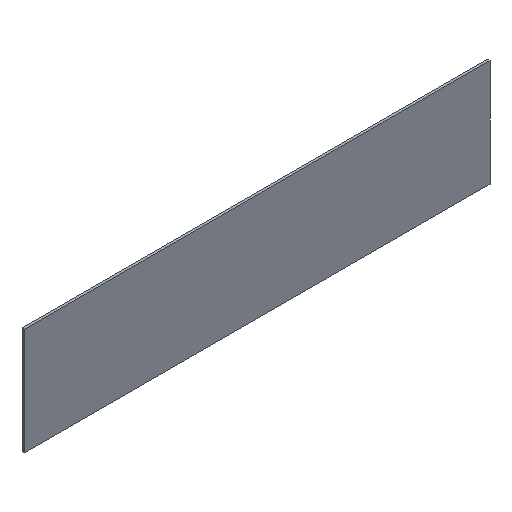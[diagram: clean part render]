
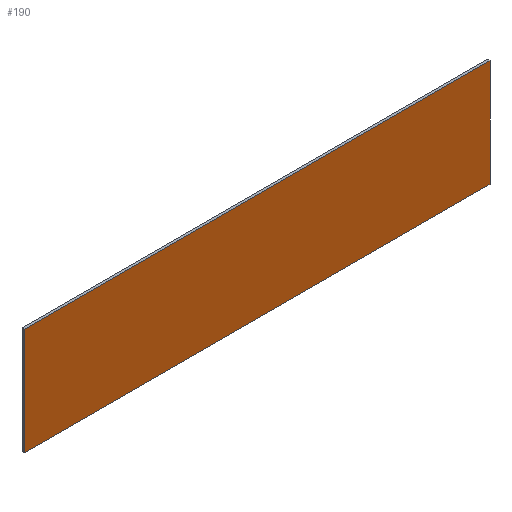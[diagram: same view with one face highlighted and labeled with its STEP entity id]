
A CAD part, isometric view. The second image highlights one B-rep face of the part: STEP entity #190.
In plain terms, the highlighted planar face has unit normal (0, -1, 0).
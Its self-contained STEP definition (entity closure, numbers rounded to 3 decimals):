
#16 = DIRECTION ( 'NONE',  ( 0., 0., -1. ) ) ;
#25 = VERTEX_POINT ( 'NONE', #145 ) ;
#28 = CARTESIAN_POINT ( 'NONE',  ( 1000., 0., 230. ) ) ;
#29 = LINE ( 'NONE', #28, #39 ) ;
#30 = CARTESIAN_POINT ( 'NONE',  ( 0., 0., 0. ) ) ;
#37 = LINE ( 'NONE', #56, #158 ) ;
#39 = VECTOR ( 'NONE', #75, 1000. ) ;
#41 = DIRECTION ( 'NONE',  ( 0., -1., 0. ) ) ;
#42 = CARTESIAN_POINT ( 'NONE',  ( 1000., 0., 230. ) ) ;
#56 = CARTESIAN_POINT ( 'NONE',  ( -1000., 0., 230. ) ) ;
#63 = VERTEX_POINT ( 'NONE', #177 ) ;
#70 = ORIENTED_EDGE ( 'NONE', *, *, #184, .F. ) ;
#75 = DIRECTION ( 'NONE',  ( 0., 0., -1. ) ) ;
#76 = VECTOR ( 'NONE', #151, 1000. ) ;
#77 = EDGE_CURVE ( 'NONE', #63, #25, #37, .T. ) ;
#82 = VECTOR ( 'NONE', #152, 1000. ) ;
#87 = ORIENTED_EDGE ( 'NONE', *, *, #117, .F. ) ;
#90 = CARTESIAN_POINT ( 'NONE',  ( 1000., 0., -230. ) ) ;
#97 = EDGE_LOOP ( 'NONE', ( #87, #115, #100, #70 ) ) ;
#100 = ORIENTED_EDGE ( 'NONE', *, *, #77, .F. ) ;
#105 = CARTESIAN_POINT ( 'NONE',  ( -1000., 0., -230. ) ) ;
#107 = VERTEX_POINT ( 'NONE', #90 ) ;
#115 = ORIENTED_EDGE ( 'NONE', *, *, #140, .F. ) ;
#117 = EDGE_CURVE ( 'NONE', #193, #107, #29, .T. ) ;
#118 = LINE ( 'NONE', #105, #82 ) ;
#119 = FACE_OUTER_BOUND ( 'NONE', #97, .T. ) ;
#132 = LINE ( 'NONE', #196, #76 ) ;
#140 = EDGE_CURVE ( 'NONE', #25, #193, #132, .T. ) ;
#144 = AXIS2_PLACEMENT_3D ( 'NONE', #30, #41, #16 ) ;
#145 = CARTESIAN_POINT ( 'NONE',  ( -1000., 0., 230. ) ) ;
#151 = DIRECTION ( 'NONE',  ( 1., 0., 0. ) ) ;
#152 = DIRECTION ( 'NONE',  ( -1., 0., 0. ) ) ;
#158 = VECTOR ( 'NONE', #183, 1000. ) ;
#177 = CARTESIAN_POINT ( 'NONE',  ( -1000., 0., -230. ) ) ;
#181 = PLANE ( 'NONE',  #144 ) ;
#183 = DIRECTION ( 'NONE',  ( 0., 0., 1. ) ) ;
#184 = EDGE_CURVE ( 'NONE', #107, #63, #118, .T. ) ;
#190 = ADVANCED_FACE ( 'NONE', ( #119 ), #181, .T. ) ;
#193 = VERTEX_POINT ( 'NONE', #42 ) ;
#196 = CARTESIAN_POINT ( 'NONE',  ( -1000., 0., 230. ) ) ;
